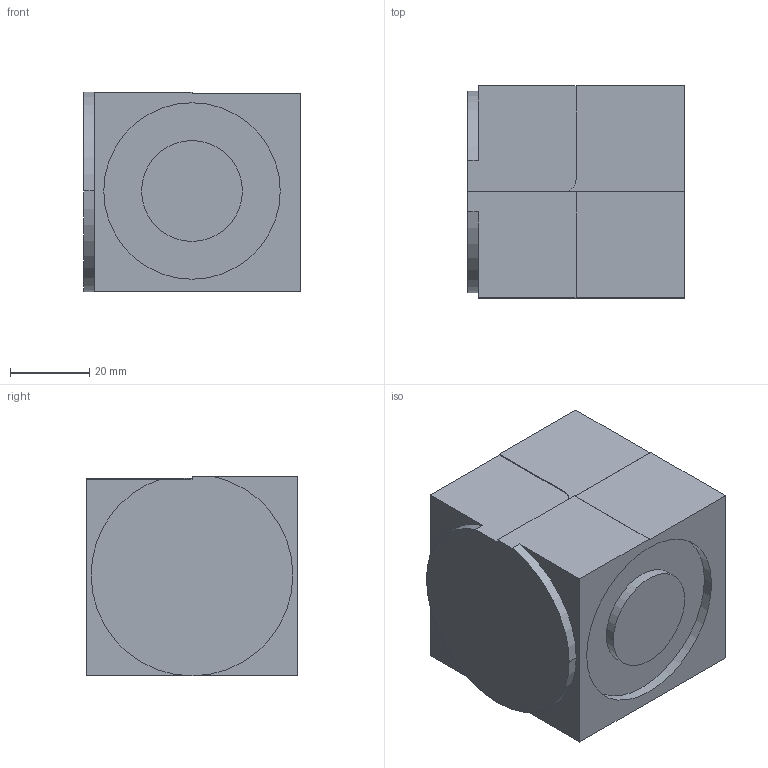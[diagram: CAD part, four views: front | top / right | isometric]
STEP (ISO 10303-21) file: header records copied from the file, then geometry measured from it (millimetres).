
FILE_DESCRIPTION(('CATIA V5 STEP Exchange'),'2;1');
FILE_NAME('ProyectoFinalManufactura.stp','2024-12-03T01:20:47+00:00',('none'),('none'),'CATIA Version 5 Release 20 GA (IN-10)','CATIA V5 STEP AP203','none');
FILE_SCHEMA(('CONFIG_CONTROL_DESIGN'));
Length unit declared in the file: millimetre
Products named in the file (1): FINAL
Bounding box: 54.42 x 53.34 x 50.29 mm (x, y, z)
Volume: 120254.4 mm3; surface area: 21815.3 mm2
Topology: 1 solids, 1 shells, 101 faces, 236 edges, 157 vertices
Faces by surface type: cylinder 56, plane 45
Entity records: 2670 total; most frequent: CARTESIAN_POINT 485, ORIENTED_EDGE 472, DIRECTION 342, EDGE_CURVE 236, AXIS2_PLACEMENT_3D 169, VERTEX_POINT 157, EDGE_LOOP 125, VECTOR 119
